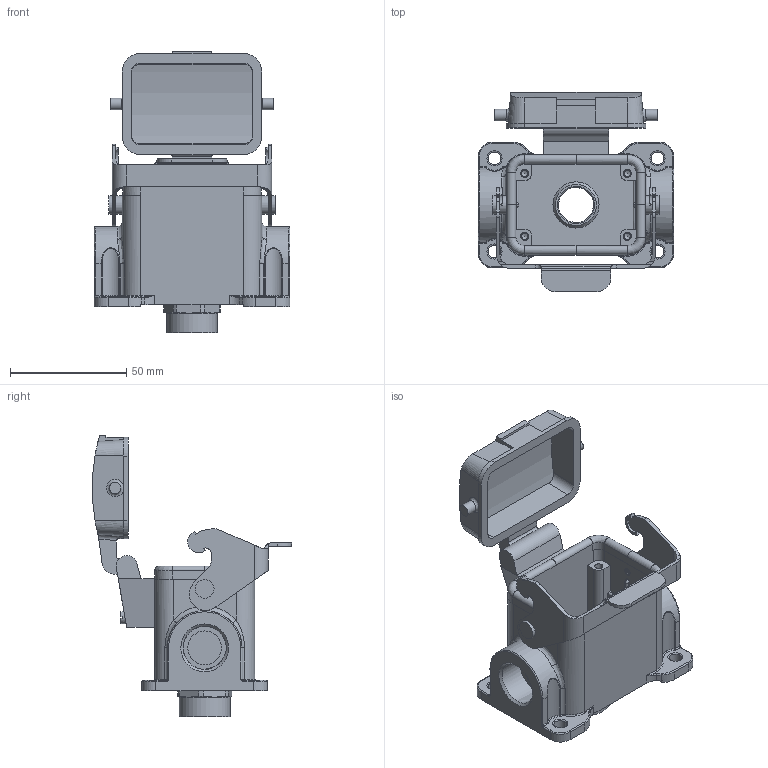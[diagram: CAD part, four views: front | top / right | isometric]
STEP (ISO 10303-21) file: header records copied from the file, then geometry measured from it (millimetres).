
FILE_DESCRIPTION(/* description */ (''),/* implementation_level */ '2;1');
FILE_NAME(/* name */ 'c146 10n006 709 1.stp',/* time_stamp */ '2018-09-27T07:49:26+02:00',/* author */ (''),/* organization */ (''),/* preprocessor_version */ 'ST-DEVELOPER v16',/* originating_system */ 'SIEMENS PLM Software NX 11.0',/* authorisation */ '');
FILE_SCHEMA (('AUTOMOTIVE_DESIGN { 1 0 10303 214 3 1 1 1 }'));
Length unit declared in the file: millimetre
Products named in the file (1): c146 10n006 709 1nxm001-03
Bounding box: 84.01 x 85.51 x 121.1 mm (x, y, z)
Volume: 100527.4 mm3; surface area: 48684.2 mm2
Topology: 1 solids, 2 shells, 524 faces, 1374 edges, 870 vertices
Faces by surface type: plane 214, cylinder 177, bspline 92, cone 26, extrusion 7, torus 4, revolution 4
Full cylindrical faces by diameter (mm): 2.85 x4, 2.95 x2, 5 x2, 5.5 x4, 8 x4, 14.5 x2, 15 x1, 18 x1, 18.4 x1, 18.5 x1, 18.539 x1, 21.8 x1
Entity records: 21507 total; most frequent: CARTESIAN_POINT 6160, ORIENTED_EDGE 2546, DIRECTION 2422, EDGE_CURVE 1273, AXIS2_PLACEMENT_3D 908, VERTEX_POINT 840, EDGE_LOOP 623, VECTOR 602
